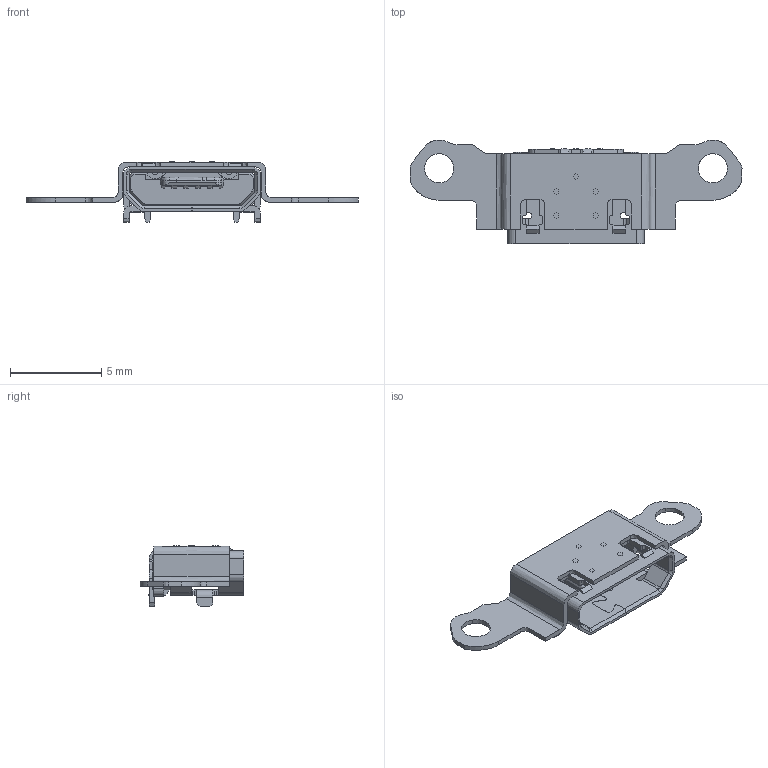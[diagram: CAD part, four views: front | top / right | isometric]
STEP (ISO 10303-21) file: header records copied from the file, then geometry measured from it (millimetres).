
FILE_DESCRIPTION(('CoCreate Modeling STEP Export'),'2;1');
FILE_NAME('d.stp','2017-07-11T15:10:27',(''),(''),'CoCreate Modeling STEP processor for AP214 (Solid Model)','CoCreate Modeling 16.00 13-May-2008 (C) Parametric Technology GmbH','');
FILE_SCHEMA(('AUTOMOTIVE_DESIGN { 1 0 10303 214 1 1 1 1 }'));
Length unit declared in the file: millimetre
Products named in the file (379): 2DIP2SMTPITCH715CONTACT.2.1.1.1.2.5; 2DIP2SMTPITCH715CONTACT.2.1.1.1.2.4; 2DIP2SMTPITCH715CONTACT.2.1.1.1.2.3; 2DIP2SMTPITCH715CONTACT.2.1.1.1.2.2; 2DIP2SMTPITCH715CONTACT.2.1.1.1.2.1; p1; 2DIP2MSTMOLDING; 2DIP2MSTMOLDING.1; 2DIP2MST640_ASM; USB-1009-05S.stp; 010101010-03X_前插后贴.stp.1; 000.stp.2.1; 010101010-03X_前插后贴.stp.1.1; 000.stp.2; 000.stp.1; 000.stp; 010101010-03X_前插后贴.stp.1.1.1; housing; 010101010-03X_前插后贴.stp.1.1.1.1; 2DIP2SMTPITCH715CONTACT.2.1; 3.stp; 全插式-带铁片新结构.stp; 全插式3D; LAYER.6; p1.1.1; WE552_H5507_USB_STEE2; USB_PLUG; PRT0021; PRT0020; MSBR-3; MSBR-4; MSBR-5; MSBR-6; UAF95-05254-S10301; US-2435-001; WE552-LINKFPC-ASM1_ASM_1_ASM; we552-linkfpc-asm1_asm_1_asm.stp; 1.stp; 05; ASM0001_ASM ...
Assembly tree (378 placements, depth 15):
  1带铁片新结构全插式
    LAYER.7
    LAYER.3
    p5
    LAYER
    2DIP2MSTMOLDING.1
    全插式-带铁片新结构.stp.1
      3.stp
        2DIP2SMTPITCH715CONTACT.2.1
      010101010-03X_前插后贴.stp.1.1.1.1
        000.stp
          000.stp.1
            010101010-03X_前插后贴.stp.1
              USB-1009-05S.stp
                2DIP2MST640_ASM
                  2DIP2MSTMOLDING
          010101010-03X_前插后贴.stp.1
            USB-1009-05S.stp
              2DIP2MST640_ASM
                2DIP2MSTMOLDING
        000.stp.2
          010101010-03X_前插后贴.stp.1.1
            000.stp.2.1
              010101010-03X_前插后贴.stp.1
                USB-1009-05S.stp
                  2DIP2MST640_ASM
            USB-1009-05S.stp
              2DIP2MST640_ASM
                2DIP2MSTMOLDING.1
                2DIP2MSTMOLDING
          010101010-03X_前插后贴.stp.1
            USB-1009-05S.stp
              2DIP2MST640_ASM
                2DIP2MSTMOLDING
        USB-1009-05S.stp
          2DIP2MST640_ASM
            2DIP2MSTMOLDING.1
            2DIP2MSTMOLDING
      010101010-03X_前插后贴.stp.1.1.1
        000.stp
          000.stp.1
            010101010-03X_前插后贴.stp.1
              USB-1009-05S.stp
                2DIP2MST640_ASM
                  2DIP2MSTMOLDING
          010101010-03X_前插后贴.stp.1
            USB-1009-05S.stp
              2DIP2MST640_ASM
                2DIP2MSTMOLDING
        000.stp.2
          010101010-03X_前插后贴.stp.1.1
            000.stp.2.1
              010101010-03X_前插后贴.stp.1
                USB-1009-05S.stp
                  2DIP2MST640_ASM
            USB-1009-05S.stp
              2DIP2MST640_ASM
                2DIP2MSTMOLDING.1
                2DIP2MSTMOLDING
          010101010-03X_前插后贴.stp.1
Bounding box: 18.2 x 5.7 x 3.33 mm (x, y, z)
Volume: 18.6 mm3; surface area: 437.9 mm2
Topology: 7 solids, 21 shells, 1072 faces, 3069 edges, 1967 vertices
Faces by surface type: plane 665, cylinder 333, bspline 55, cone 12, torus 5, extrusion 2
Entity records: 44398 total; most frequent: CARTESIAN_POINT 8742, ORIENTED_EDGE 6196, DIRECTION 5939, EDGE_CURVE 3067, VECTOR 2033, LINE 2031, VERTEX_POINT 1967, AXIS2_PLACEMENT_3D 1953
